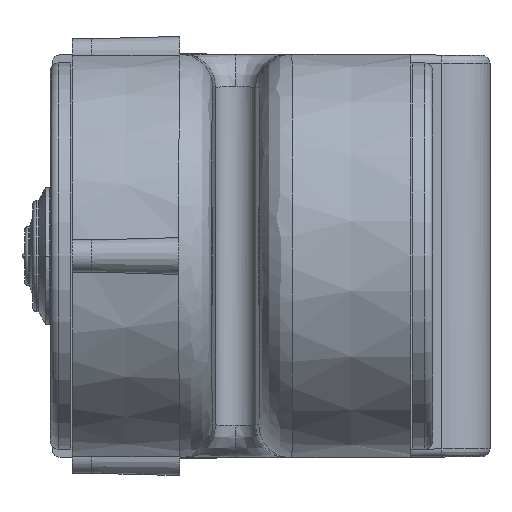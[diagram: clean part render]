
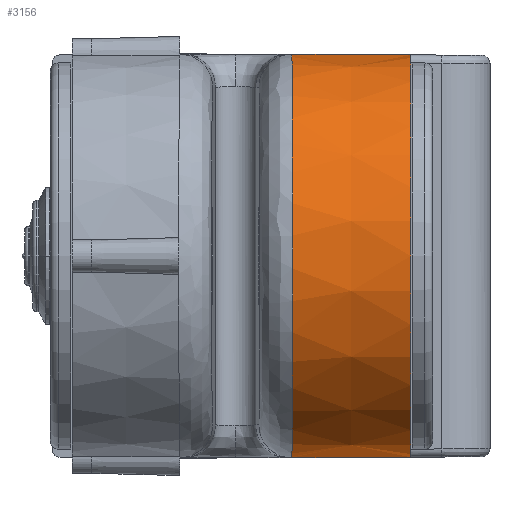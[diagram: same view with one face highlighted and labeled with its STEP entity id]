
A CAD part, left-side view. The second image highlights one B-rep face of the part: STEP entity #3156.
In plain terms, the highlighted conical face has half-angle 0.25 degrees and reference radius 12.497 mm.
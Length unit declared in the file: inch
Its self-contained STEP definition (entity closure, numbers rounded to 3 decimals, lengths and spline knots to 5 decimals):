
#23 = LINE ( 'NONE', #2006, #3131 ) ;
#114 = CARTESIAN_POINT ( 'NONE',  ( -3.54205, 0.48335, -0.30056 ) ) ;
#156 = CARTESIAN_POINT ( 'NONE',  ( -3.62625, 0.48305, 0.12799 ) ) ;
#511 = CARTESIAN_POINT ( 'NONE',  ( -3.14961, 0.48479, 0.49327 ) ) ;
#533 = EDGE_CURVE ( 'NONE', #1007, #6858, #5840, .T. ) ;
#592 = CARTESIAN_POINT ( 'NONE',  ( -3.48708, 0.48356, 0.36011 ) ) ;
#629 = DIRECTION ( 'NONE',  ( 0., -1., 0.004 ) ) ;
#675 = CARTESIAN_POINT ( 'NONE',  ( -3.63971, 0.483, 0.06448 ) ) ;
#720 = CARTESIAN_POINT ( 'NONE',  ( -3.39686, 0.48389, -0.42713 ) ) ;
#757 = CARTESIAN_POINT ( 'NONE',  ( -3.30878, 0.48421, -0.468 ) ) ;
#804 = CARTESIAN_POINT ( 'NONE',  ( -3.18214, 0.48467, -0.49247 ) ) ;
#815 = DIRECTION ( 'NONE',  ( 0., -1., 0. ) ) ;
#835 = CARTESIAN_POINT ( 'NONE',  ( -3.14961, 0.19386, 0. ) ) ;
#846 = CARTESIAN_POINT ( 'NONE',  ( -3.59231, 0.48317, -0.21814 ) ) ;
#988 = DIRECTION ( 'NONE',  ( 0., 0., 1. ) ) ;
#992 = CIRCLE ( 'NONE', #1127, 0.492 ) ;
#1007 = VERTEX_POINT ( 'NONE', #7855 ) ;
#1127 = AXIS2_PLACEMENT_3D ( 'NONE', #6104, #815, #988 ) ;
#1324 = CARTESIAN_POINT ( 'NONE',  ( -3.64285, 0.48299, 0.0325 ) ) ;
#1416 = CARTESIAN_POINT ( 'NONE',  ( -3.5688, 0.48326, -0.26048 ) ) ;
#1494 = ORIENTED_EDGE ( 'NONE', *, *, #533, .T. ) ;
#1498 = CARTESIAN_POINT ( 'NONE',  ( -3.35353, 0.48404, -0.44943 ) ) ;
#1833 = CARTESIAN_POINT ( 'NONE',  ( -3.14961, 0.19386, 0.492 ) ) ;
#1845 = CARTESIAN_POINT ( 'NONE',  ( -3.27718, 0.48432, 0.47676 ) ) ;
#1888 = CARTESIAN_POINT ( 'NONE',  ( -3.30819, 0.48421, 0.46736 ) ) ;
#2006 = CARTESIAN_POINT ( 'NONE',  ( -3.14961, 0.19386, -0.492 ) ) ;
#2007 = CARTESIAN_POINT ( 'NONE',  ( -3.63969, 0.483, -0.06456 ) ) ;
#2082 = DIRECTION ( 'NONE',  ( 0., 1., 0. ) ) ;
#2182 = CARTESIAN_POINT ( 'NONE',  ( -3.64289, 0.48299, -0.03188 ) ) ;
#2490 = CARTESIAN_POINT ( 'NONE',  ( -3.36834, 0.48399, 0.4433 ) ) ;
#2579 = ORIENTED_EDGE ( 'NONE', *, *, #5372, .F. ) ;
#2652 = CARTESIAN_POINT ( 'NONE',  ( -3.57706, 0.48323, 0.24668 ) ) ;
#2667 = EDGE_CURVE ( 'NONE', #6858, #6435, #23, .T. ) ;
#2697 = CARTESIAN_POINT ( 'NONE',  ( -3.5687, 0.48326, 0.26065 ) ) ;
#2782 = CARTESIAN_POINT ( 'NONE',  ( -3.61685, 0.48308, 0.1589 ) ) ;
#2820 = CARTESIAN_POINT ( 'NONE',  ( -3.41067, 0.48383, -0.41883 ) ) ;
#3131 = VECTOR ( 'NONE', #629, 39.37008 ) ;
#3137 = CARTESIAN_POINT ( 'NONE',  ( -3.26154, 0.48438, 0.48067 ) ) ;
#3156 = ADVANCED_FACE ( 'NONE', ( #3370 ), #6838, .T. ) ;
#3218 = CARTESIAN_POINT ( 'NONE',  ( -3.52118, 0.48343, 0.32601 ) ) ;
#3244 = EDGE_LOOP ( 'NONE', ( #2579, #1494, #7785, #4136 ) ) ;
#3245 = LINE ( 'NONE', #1833, #5904 ) ;
#3370 = FACE_OUTER_BOUND ( 'NONE', #3244, .T. ) ;
#3428 = CARTESIAN_POINT ( 'NONE',  ( -3.62713, 0.48304, -0.12774 ) ) ;
#3446 = CARTESIAN_POINT ( 'NONE',  ( -3.14961, 0.48479, -0.49327 ) ) ;
#3472 = CARTESIAN_POINT ( 'NONE',  ( -3.1659, 0.48473, -0.49327 ) ) ;
#3826 = CARTESIAN_POINT ( 'NONE',  ( -3.39669, 0.48389, 0.42814 ) ) ;
#3866 = CARTESIAN_POINT ( 'NONE',  ( -3.18219, 0.48467, 0.49327 ) ) ;
#4033 = CARTESIAN_POINT ( 'NONE',  ( -3.21453, 0.48455, -0.48925 ) ) ;
#4136 = ORIENTED_EDGE ( 'NONE', *, *, #7487, .F. ) ;
#4478 = CARTESIAN_POINT ( 'NONE',  ( -3.43695, 0.48374, 0.40126 ) ) ;
#4523 = CARTESIAN_POINT ( 'NONE',  ( -3.47514, 0.4836, 0.37095 ) ) ;
#4725 = CARTESIAN_POINT ( 'NONE',  ( -3.5216, 0.48343, -0.32556 ) ) ;
#4812 = CARTESIAN_POINT ( 'NONE',  ( -3.47561, 0.4836, -0.3716 ) ) ;
#5325 = CARTESIAN_POINT ( 'NONE',  ( -3.27805, 0.48432, -0.47734 ) ) ;
#5372 = EDGE_CURVE ( 'NONE', #1007, #7107, #3245, .T. ) ;
#5411 = CARTESIAN_POINT ( 'NONE',  ( -3.61783, 0.48308, -0.1585 ) ) ;
#5453 = CARTESIAN_POINT ( 'NONE',  ( -3.59225, 0.48317, 0.21825 ) ) ;
#5757 = CARTESIAN_POINT ( 'NONE',  ( -3.32358, 0.48415, 0.46185 ) ) ;
#5765 = CARTESIAN_POINT ( 'NONE',  ( -3.14961, 0.19386, 0.492 ) ) ;
#5840 = B_SPLINE_CURVE_WITH_KNOTS ( 'NONE', 3,
 ( #511, #3866, #6360, #3137, #1845, #1888, #5757, #2490, #3826, #4478, #6440, #4523, #592, #3218, #6047, #2697, #2652, #5453, #6600, #2782, #156, #6732, #675, #1324, #2182, #2007, #3428, #5411, #7322, #846, #8035, #1416, #114, #4725, #4812, #7242, #2820, #720, #7993, #1498, #757, #5325, #7282, #4033, #804, #3472, #6642 ),
 .UNSPECIFIED., .F., .F.,
 ( 4, 2, 2, 2, 2, 2, 2, 2, 2, 1, 2, 2, 2, 2, 2, 2, 2, 2, 2, 2, 2, 2, 2, 4 ),
 ( 0., 0.00245, 0.00367, 0.0049, 0.00735, 0.00857, 0.0098, 0.01224, 0.01347, 0.01469, 0.01592, 0.01714, 0.01959, 0.02204, 0.02449, 0.02571, 0.02694, 0.02939, 0.03184, 0.03306, 0.03428, 0.03673, 0.03796, 0.03918 ),
 .UNSPECIFIED. ) ;
#5904 = VECTOR ( 'NONE', #7110, 39.37008 ) ;
#6047 = CARTESIAN_POINT ( 'NONE',  ( -3.54161, 0.48336, 0.30117 ) ) ;
#6083 = CARTESIAN_POINT ( 'NONE',  ( -3.14961, 0.19386, -0.492 ) ) ;
#6104 = CARTESIAN_POINT ( 'NONE',  ( -3.14961, 0.19386, 0. ) ) ;
#6290 = AXIS2_PLACEMENT_3D ( 'NONE', #835, #2082, #6675 ) ;
#6360 = CARTESIAN_POINT ( 'NONE',  ( -3.21423, 0.48455, 0.49007 ) ) ;
#6435 = VERTEX_POINT ( 'NONE', #6083 ) ;
#6440 = CARTESIAN_POINT ( 'NONE',  ( -3.45006, 0.48369, 0.39154 ) ) ;
#6600 = CARTESIAN_POINT ( 'NONE',  ( -3.60599, 0.48312, 0.18919 ) ) ;
#6642 = CARTESIAN_POINT ( 'NONE',  ( -3.14961, 0.48479, -0.49327 ) ) ;
#6675 = DIRECTION ( 'NONE',  ( 0., 0., 1. ) ) ;
#6732 = CARTESIAN_POINT ( 'NONE',  ( -3.63023, 0.48303, 0.11213 ) ) ;
#6838 = CONICAL_SURFACE ( 'NONE', #6290, 0.492, 0.004 ) ;
#6858 = VERTEX_POINT ( 'NONE', #3446 ) ;
#7107 = VERTEX_POINT ( 'NONE', #5765 ) ;
#7110 = DIRECTION ( 'NONE',  ( 0., -1., -0.004 ) ) ;
#7242 = CARTESIAN_POINT ( 'NONE',  ( -3.45073, 0.48369, -0.39201 ) ) ;
#7282 = CARTESIAN_POINT ( 'NONE',  ( -3.23062, 0.48449, -0.48684 ) ) ;
#7322 = CARTESIAN_POINT ( 'NONE',  ( -3.59929, 0.48315, -0.20335 ) ) ;
#7487 = EDGE_CURVE ( 'NONE', #7107, #6435, #992, .T. ) ;
#7785 = ORIENTED_EDGE ( 'NONE', *, *, #2667, .T. ) ;
#7855 = CARTESIAN_POINT ( 'NONE',  ( -3.14961, 0.48479, 0.49327 ) ) ;
#7993 = CARTESIAN_POINT ( 'NONE',  ( -3.3683, 0.48399, -0.44244 ) ) ;
#8035 = CARTESIAN_POINT ( 'NONE',  ( -3.57707, 0.48323, -0.24667 ) ) ;
